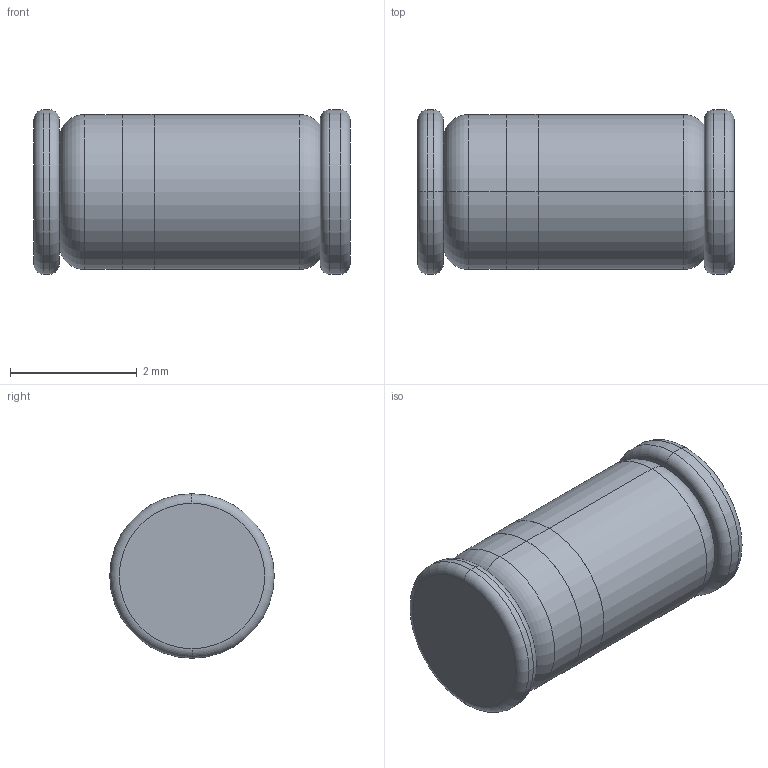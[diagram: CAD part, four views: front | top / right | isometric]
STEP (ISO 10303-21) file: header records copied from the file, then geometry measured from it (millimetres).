
FILE_DESCRIPTION (( 'STEP AP214' ), '1' );
FILE_NAME ('LL-41.STEP', '2022-02-25T04:09:53', ( 'boksop' ), ( '' ), 'SwSTEP 2.0', 'SolidWorks 2020', '' );
FILE_SCHEMA (( 'AUTOMOTIVE_DESIGN' ));
Length unit declared in the file: millimetre
Products named in the file (1): LL-41
Bounding box: 5 x 2.6 x 2.6 mm (x, y, z)
Volume: 23.6 mm3; surface area: 53.9 mm2
Topology: 1 solids, 1 shells, 28 faces, 54 edges, 32 vertices
Faces by surface type: torus 12, cylinder 10, plane 6
Entity records: 1068 total; most frequent: DIRECTION 156, CARTESIAN_POINT 115, ORIENTED_EDGE 108, AXIS2_PLACEMENT_3D 73, EDGE_CURVE 54, CIRCLE 44, EDGE_LOOP 32, VERTEX_POINT 32
